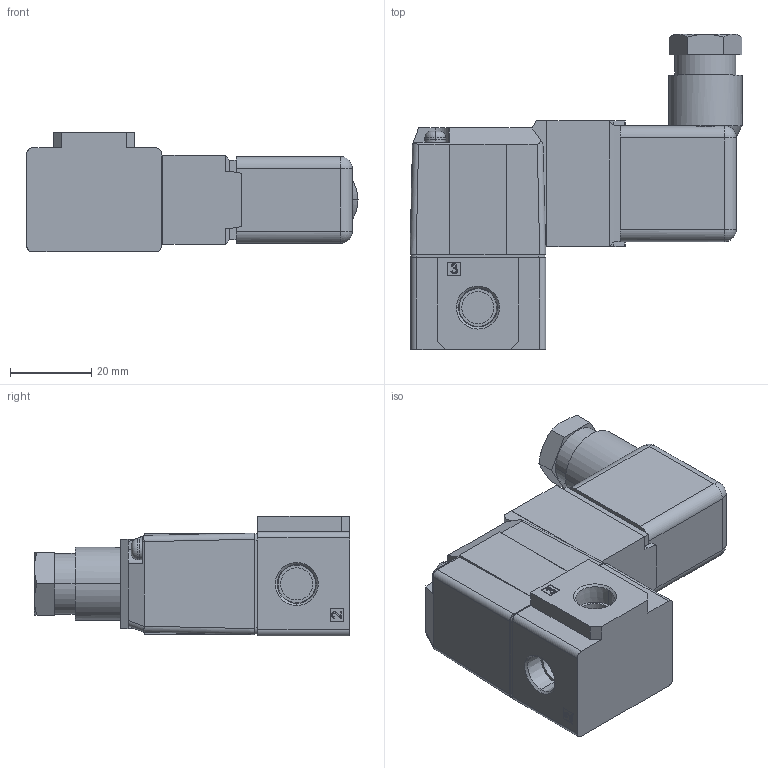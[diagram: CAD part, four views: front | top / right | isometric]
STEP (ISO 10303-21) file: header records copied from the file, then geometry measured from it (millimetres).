
FILE_DESCRIPTION (( 'STEP AP214' ), '1' );
FILE_NAME ('VT307-5DZ1-01-Q.step.step', '2017-05-30T09:44:49', ( 'Windows User' ), ( '' ), 'SwSTEP 2.0', 'SolidWorks 2017', '' );
FILE_SCHEMA (( 'AUTOMOTIVE_DESIGN' ));
Length unit declared in the file: millimetre
Products named in the file (3): VT307-5DZ1-01-Q.step_VT_DinConnector_D; VT307-5DZ1-01-Q.step_VT_Body_T-01; VT307-5DZ1-01-Q.step
Assembly tree (2 placements, depth 2):
  VT307-5DZ1-01-Q.step
    VT307-5DZ1-01-Q.step_VT_DinConnector_D
    VT307-5DZ1-01-Q.step_VT_Body_T-01
Bounding box: 81.66 x 77.53 x 29.5 mm (x, y, z)
Volume: 78223.2 mm3; surface area: 17278.9 mm2
Topology: 2 solids, 2 shells, 266 faces, 655 edges, 411 vertices
Faces by surface type: plane 153, cylinder 53, bspline 25, cone 23, torus 8, sphere 4
Entity records: 9468 total; most frequent: CARTESIAN_POINT 3109, ORIENTED_EDGE 1306, DIRECTION 1191, EDGE_CURVE 653, LINE 417, VECTOR 417, VERTEX_POINT 411, AXIS2_PLACEMENT_3D 387
